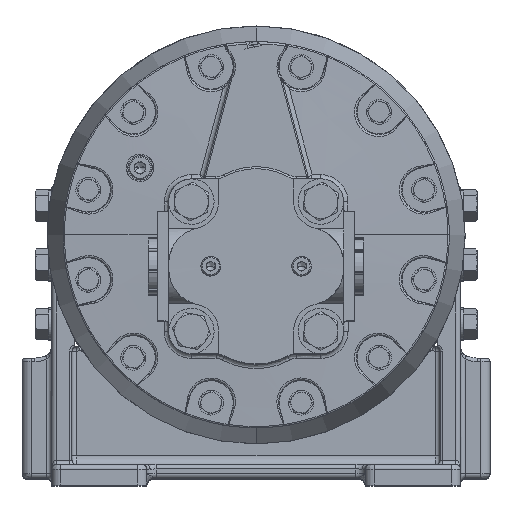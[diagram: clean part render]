
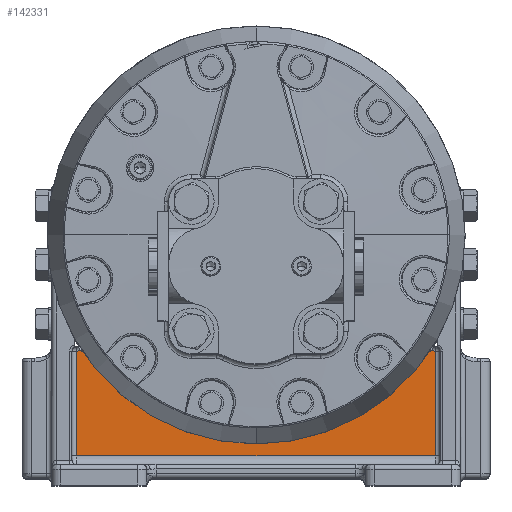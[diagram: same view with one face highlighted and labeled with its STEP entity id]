
A CAD part, top view. The second image highlights one B-rep face of the part: STEP entity #142331.
In plain terms, the highlighted planar face has unit normal (0, 0, 1).
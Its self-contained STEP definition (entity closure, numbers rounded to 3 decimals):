
#128179=DIRECTION('',(0.,1.,0.));
#128180=VECTOR('',#128179,2.875);
#128181=CARTESIAN_POINT('',(-4.941,-6.071,-2.886));
#128182=LINE('',#128181,#128180);
#128520=DIRECTION('',(-1.,0.,0.));
#128521=VECTOR('',#128520,9.875);
#128522=CARTESIAN_POINT('',(4.934,-6.071,-2.886));
#128523=LINE('',#128522,#128521);
#128569=CARTESIAN_POINT('',(4.934,-3.008,-2.886));
#128570=DIRECTION('',(0.,0.,-1.));
#128571=DIRECTION('',(0.,-1.,0.));
#128572=AXIS2_PLACEMENT_3D('',#128569,#128570,#128571);
#128574=CARTESIAN_POINT('',(-4.941,-3.008,-2.886));
#128575=DIRECTION('',(0.,0.,-1.));
#128576=DIRECTION('',(0.552,-0.834,0.));
#128577=AXIS2_PLACEMENT_3D('',#128574,#128575,#128576);
#128579=CARTESIAN_POINT('',(-4.771,-3.571,-2.886));
#128580=DIRECTION('',(0.,0.,1.));
#128581=DIRECTION('',(0.5,0.866,0.));
#128582=AXIS2_PLACEMENT_3D('',#128579,#128580,#128581);
#128584=DIRECTION('',(-0.866,0.5,0.));
#128585=VECTOR('',#128584,2.347);
#128586=CARTESIAN_POINT('',(-2.551,-4.419,-2.886));
#128587=LINE('',#128586,#128585);
#128588=CARTESIAN_POINT('',(-0.004,-0.008,-2.886));
#128589=DIRECTION('',(0.,0.,-1.));
#128590=DIRECTION('',(0.5,-0.866,0.));
#128591=AXIS2_PLACEMENT_3D('',#128588,#128589,#128590);
#128593=DIRECTION('',(-0.866,-0.5,0.));
#128594=VECTOR('',#128593,2.347);
#128595=CARTESIAN_POINT('',(4.576,-3.246,-2.886));
#128596=LINE('',#128595,#128594);
#128597=CARTESIAN_POINT('',(4.763,-3.571,-2.886));
#128598=DIRECTION('',(0.,0.,1.));
#128599=DIRECTION('',(0.,1.,0.));
#128600=AXIS2_PLACEMENT_3D('',#128597,#128598,#128599);
#128606=DIRECTION('',(1.,0.,0.));
#128607=VECTOR('',#128606,0.045);
#128608=CARTESIAN_POINT('',(4.763,-3.196,-2.886));
#128609=LINE('',#128608,#128607);
#129491=CARTESIAN_POINT('',(4.809,-3.196,-2.886));
#129492=CARTESIAN_POINT('',(4.811,-3.192,-2.886));
#129493=CARTESIAN_POINT('',(4.816,-3.185,-2.886));
#129494=CARTESIAN_POINT('',(4.823,-3.175,-2.886));
#129495=CARTESIAN_POINT('',(4.828,-3.168,-2.886));
#129496=CARTESIAN_POINT('',(4.83,-3.164,-2.886));
#129610=DIRECTION('',(0.,-1.,0.));
#129611=VECTOR('',#129610,2.875);
#129612=CARTESIAN_POINT('',(4.934,-3.196,-2.886));
#129613=LINE('',#129612,#129611);
#132428=DIRECTION('',(1.,0.,0.));
#132429=VECTOR('',#132428,0.045);
#132430=CARTESIAN_POINT('',(-4.816,-3.196,-2.886));
#132431=LINE('',#132430,#132429);
#132447=CARTESIAN_POINT('',(-4.838,-3.164,-2.886));
#132448=CARTESIAN_POINT('',(-4.835,-3.168,-2.886));
#132449=CARTESIAN_POINT('',(-4.831,-3.175,-2.886));
#132450=CARTESIAN_POINT('',(-4.824,-3.185,-2.886));
#132451=CARTESIAN_POINT('',(-4.819,-3.192,-2.886));
#132452=CARTESIAN_POINT('',(-4.816,-3.196,-2.886));
#134418=CARTESIAN_POINT('',(-4.941,-6.071,-2.886));
#134419=VERTEX_POINT('',#134418);
#134442=CARTESIAN_POINT('',(4.934,-6.071,-2.886));
#134443=VERTEX_POINT('',#134442);
#134557=CARTESIAN_POINT('',(-4.941,-3.196,-2.886));
#134558=VERTEX_POINT('',#134557);
#134633=CARTESIAN_POINT('',(4.934,-3.196,-2.886));
#134634=VERTEX_POINT('',#134633);
#134695=CARTESIAN_POINT('',(-4.838,-3.164,-2.886));
#134696=VERTEX_POINT('',#134695);
#134781=CARTESIAN_POINT('',(2.543,-4.419,-2.886));
#134782=VERTEX_POINT('',#134781);
#134783=CARTESIAN_POINT('',(4.576,-3.246,-2.886));
#134784=VERTEX_POINT('',#134783);
#134798=CARTESIAN_POINT('',(4.83,-3.164,-2.886));
#134799=VERTEX_POINT('',#134798);
#134800=CARTESIAN_POINT('',(4.763,-3.196,-2.886));
#134801=CARTESIAN_POINT('',(4.809,-3.196,-2.886));
#134802=VERTEX_POINT('',#134800);
#134803=VERTEX_POINT('',#134801);
#134991=VERTEX_POINT('',#132452);
#135201=CARTESIAN_POINT('',(-2.551,-4.419,-2.886));
#135202=VERTEX_POINT('',#135201);
#135230=CARTESIAN_POINT('',(-4.771,-3.196,-2.886));
#135231=VERTEX_POINT('',#135230);
#135434=CARTESIAN_POINT('',(-4.583,-3.246,-2.886));
#135435=VERTEX_POINT('',#135434);
#142298=CARTESIAN_POINT('',(5.059,2.011,-2.886));
#142299=DIRECTION('',(0.,0.,-1.));
#142300=DIRECTION('',(1.,0.,0.));
#142301=AXIS2_PLACEMENT_3D('',#142298,#142299,#142300);
#142302=PLANE('',#142301);
#142304=ORIENTED_EDGE('',*,*,#142303,.T.);
#142306=ORIENTED_EDGE('',*,*,#142305,.T.);
#142308=ORIENTED_EDGE('',*,*,#142307,.F.);
#142310=ORIENTED_EDGE('',*,*,#142309,.T.);
#142311=ORIENTED_EDGE('',*,*,#142245,.T.);
#142312=ORIENTED_EDGE('',*,*,#141202,.T.);
#142314=ORIENTED_EDGE('',*,*,#142313,.F.);
#142316=ORIENTED_EDGE('',*,*,#142315,.T.);
#142318=ORIENTED_EDGE('',*,*,#142317,.T.);
#142320=ORIENTED_EDGE('',*,*,#142319,.F.);
#142322=ORIENTED_EDGE('',*,*,#142321,.F.);
#142324=ORIENTED_EDGE('',*,*,#142323,.F.);
#142326=ORIENTED_EDGE('',*,*,#142325,.F.);
#142328=ORIENTED_EDGE('',*,*,#142327,.F.);
#142329=EDGE_LOOP('',(#142304,#142306,#142308,#142310,#142311,#142312,#142314,
#142316,#142318,#142320,#142322,#142324,#142326,#142328));
#142330=FACE_OUTER_BOUND('',#142329,.F.);
#128573=CIRCLE('',#128572,0.188);
#128578=CIRCLE('',#128577,0.188);
#128583=CIRCLE('',#128582,0.375);
#128592=CIRCLE('',#128591,5.094);
#128601=CIRCLE('',#128600,0.375);
#129497=B_SPLINE_CURVE_WITH_KNOTS('',3,(#129491,#129492,#129493,#129494,#129495,
#129496),.UNSPECIFIED.,.F.,.F.,(4,1,1,4),(0.,0.333,
0.667,1.),.UNSPECIFIED.);
#132453=B_SPLINE_CURVE_WITH_KNOTS('',3,(#132447,#132448,#132449,#132450,#132451,
#132452),.UNSPECIFIED.,.F.,.F.,(4,1,1,4),(0.,0.333,
0.667,1.),.UNSPECIFIED.);
#141202=EDGE_CURVE('',#134419,#134558,#128182,.T.);
#142245=EDGE_CURVE('',#134443,#134419,#128523,.T.);
#142303=EDGE_CURVE('',#134802,#134803,#128609,.T.);
#142305=EDGE_CURVE('',#134803,#134799,#129497,.T.);
#142307=EDGE_CURVE('',#134634,#134799,#128573,.T.);
#142309=EDGE_CURVE('',#134634,#134443,#129613,.T.);
#142313=EDGE_CURVE('',#134696,#134558,#128578,.T.);
#142315=EDGE_CURVE('',#134696,#134991,#132453,.T.);
#142317=EDGE_CURVE('',#134991,#135231,#132431,.T.);
#142319=EDGE_CURVE('',#135435,#135231,#128583,.T.);
#142321=EDGE_CURVE('',#135202,#135435,#128587,.T.);
#142323=EDGE_CURVE('',#134782,#135202,#128592,.T.);
#142325=EDGE_CURVE('',#134784,#134782,#128596,.T.);
#142327=EDGE_CURVE('',#134802,#134784,#128601,.T.);
#142331=ADVANCED_FACE('',(#142330),#142302,.F.);
